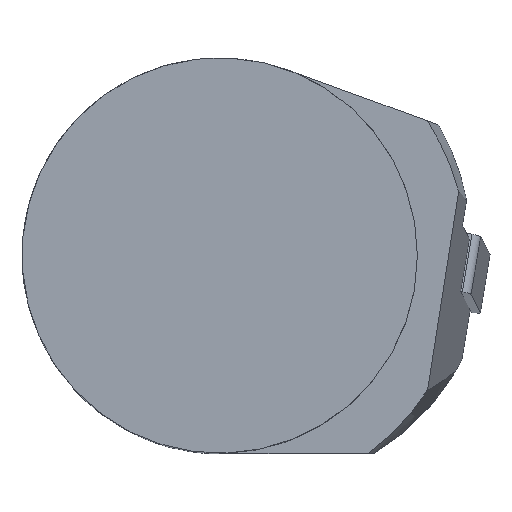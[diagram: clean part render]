
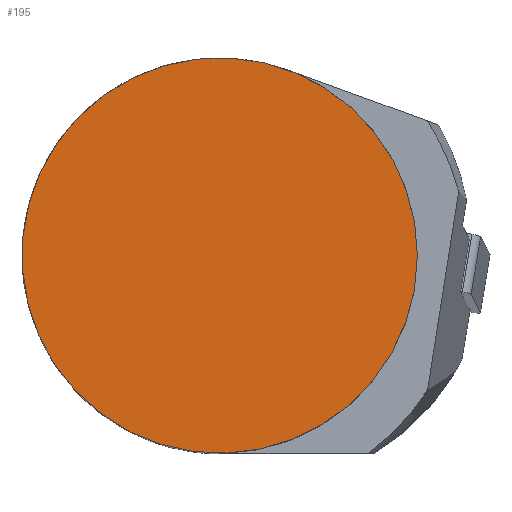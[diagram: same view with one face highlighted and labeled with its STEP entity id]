
A CAD part, top view. The second image highlights one B-rep face of the part: STEP entity #195.
In plain terms, the highlighted planar face has unit normal (0, 0, 1).
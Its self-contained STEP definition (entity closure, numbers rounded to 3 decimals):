
#158=FACE_OUTER_BOUND('',#381,.T.);
#195=ADVANCED_FACE('',(#158),#221,.T.);
#221=PLANE('',#930);
#381=EDGE_LOOP('',(#561));
#561=ORIENTED_EDGE('',*,*,#710,.F.);
#632=VERTEX_POINT('',#1389);
#710=EDGE_CURVE('',#632,#632,#762,.T.);
#762=CIRCLE('',#901,16.);
#901=AXIS2_PLACEMENT_3D('',#1388,#1062,#1063);
#930=AXIS2_PLACEMENT_3D('',#1474,#1136,#1137);
#1062=DIRECTION('',(0.,0.,-1.));
#1063=DIRECTION('',(1.,0.,0.));
#1136=DIRECTION('',(0.,0.,1.));
#1137=DIRECTION('',(1.,0.,0.));
#1388=CARTESIAN_POINT('',(0.,0.,0.));
#1389=CARTESIAN_POINT('',(16.,0.,0.));
#1474=CARTESIAN_POINT('',(0.,0.,0.));
